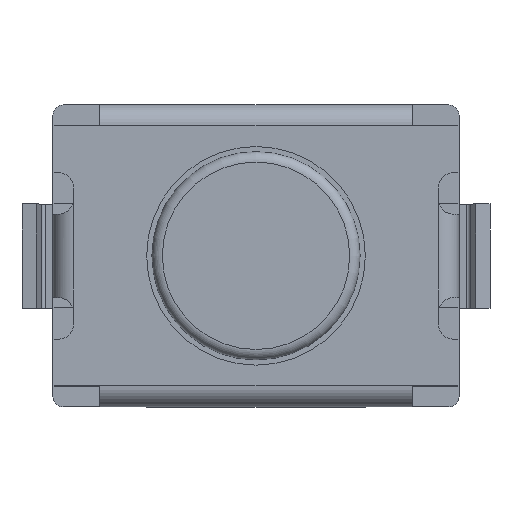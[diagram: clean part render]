
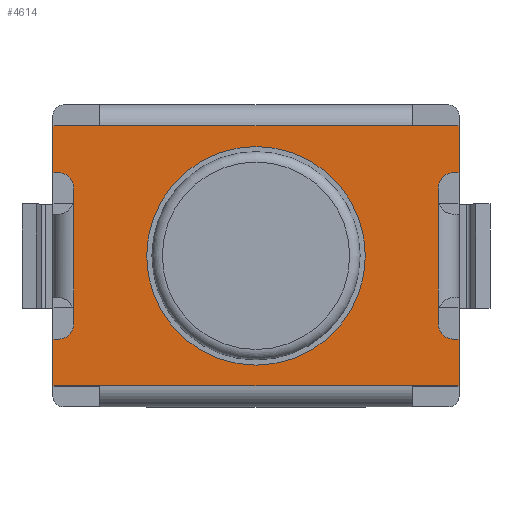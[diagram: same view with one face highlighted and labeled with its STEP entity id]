
A CAD part, top view. The second image highlights one B-rep face of the part: STEP entity #4614.
In plain terms, the highlighted planar face has unit normal (0, 0, 1).
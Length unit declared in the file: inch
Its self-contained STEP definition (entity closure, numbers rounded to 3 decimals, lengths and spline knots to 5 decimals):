
#122=FACE_BOUND('',#690,.T.);
#229=PLANE('',#4926);
#444=FACE_OUTER_BOUND('',#689,.T.);
#689=EDGE_LOOP('',(#3748,#3749,#3750,#3751,#3752,#3753,#3754,#3755,#3756,
#3757,#3758,#3759,#3760,#3761,#3762,#3763,#3764,#3765,#3766,#3767,#3768,
#3769,#3770,#3771));
#690=EDGE_LOOP('',(#3772));
#1093=LINE('',#7966,#1564);
#1100=LINE('',#7999,#1571);
#1101=LINE('',#8003,#1572);
#1102=LINE('',#8005,#1573);
#1103=LINE('',#8006,#1574);
#1104=LINE('',#8007,#1575);
#1105=LINE('',#8009,#1576);
#1106=LINE('',#8011,#1577);
#1107=LINE('',#8013,#1578);
#1108=LINE('',#8017,#1579);
#1109=LINE('',#8019,#1580);
#1110=LINE('',#8021,#1581);
#1111=LINE('',#8025,#1582);
#1112=LINE('',#8027,#1583);
#1113=LINE('',#8028,#1584);
#1114=LINE('',#8030,#1585);
#1115=LINE('',#8032,#1586);
#1116=LINE('',#8034,#1587);
#1117=LINE('',#8036,#1588);
#1118=LINE('',#8039,#1589);
#1564=VECTOR('',#5783,0.3937);
#1571=VECTOR('',#5800,0.3937);
#1572=VECTOR('',#5803,0.3937);
#1573=VECTOR('',#5804,0.3937);
#1574=VECTOR('',#5805,0.3937);
#1575=VECTOR('',#5806,0.3937);
#1576=VECTOR('',#5807,0.3937);
#1577=VECTOR('',#5808,0.3937);
#1578=VECTOR('',#5809,0.3937);
#1579=VECTOR('',#5812,0.3937);
#1580=VECTOR('',#5813,0.3937);
#1581=VECTOR('',#5814,0.3937);
#1582=VECTOR('',#5817,0.3937);
#1583=VECTOR('',#5818,0.3937);
#1584=VECTOR('',#5819,0.3937);
#1585=VECTOR('',#5820,0.3937);
#1586=VECTOR('',#5821,0.3937);
#1587=VECTOR('',#5822,0.3937);
#1588=VECTOR('',#5823,0.3937);
#1589=VECTOR('',#5826,0.3937);
#1769=CIRCLE('',#4927,0.00591);
#1770=CIRCLE('',#4928,0.00591);
#1771=CIRCLE('',#4929,0.00591);
#1772=CIRCLE('',#4930,0.00591);
#1773=CIRCLE('',#4931,0.04134);
#2015=VERTEX_POINT('',#7488);
#2089=VERTEX_POINT('',#7825);
#2101=VERTEX_POINT('',#7939);
#2106=VERTEX_POINT('',#7950);
#2107=VERTEX_POINT('',#7965);
#2114=VERTEX_POINT('',#7998);
#2115=VERTEX_POINT('',#8000);
#2116=VERTEX_POINT('',#8002);
#2117=VERTEX_POINT('',#8004);
#2118=VERTEX_POINT('',#8008);
#2119=VERTEX_POINT('',#8010);
#2120=VERTEX_POINT('',#8012);
#2121=VERTEX_POINT('',#8014);
#2122=VERTEX_POINT('',#8016);
#2123=VERTEX_POINT('',#8018);
#2124=VERTEX_POINT('',#8020);
#2125=VERTEX_POINT('',#8022);
#2126=VERTEX_POINT('',#8024);
#2127=VERTEX_POINT('',#8026);
#2128=VERTEX_POINT('',#8029);
#2129=VERTEX_POINT('',#8031);
#2130=VERTEX_POINT('',#8033);
#2131=VERTEX_POINT('',#8035);
#2132=VERTEX_POINT('',#8037);
#2133=VERTEX_POINT('',#8040);
#2675=EDGE_CURVE('',#2106,#2107,#1093,.T.);
#2685=EDGE_CURVE('',#2106,#2114,#1100,.T.);
#2686=EDGE_CURVE('',#2115,#2114,#1769,.T.);
#2687=EDGE_CURVE('',#2115,#2116,#1101,.T.);
#2688=EDGE_CURVE('',#2117,#2116,#1102,.T.);
#2689=EDGE_CURVE('',#2117,#2015,#1103,.T.);
#2690=EDGE_CURVE('',#2101,#2015,#1104,.T.);
#2691=EDGE_CURVE('',#2101,#2118,#1105,.T.);
#2692=EDGE_CURVE('',#2119,#2118,#1106,.T.);
#2693=EDGE_CURVE('',#2119,#2120,#1107,.T.);
#2694=EDGE_CURVE('',#2121,#2120,#1770,.T.);
#2695=EDGE_CURVE('',#2121,#2122,#1108,.T.);
#2696=EDGE_CURVE('',#2123,#2122,#1109,.T.);
#2697=EDGE_CURVE('',#2123,#2124,#1110,.T.);
#2698=EDGE_CURVE('',#2125,#2124,#1771,.T.);
#2699=EDGE_CURVE('',#2125,#2126,#1111,.T.);
#2700=EDGE_CURVE('',#2127,#2126,#1112,.T.);
#2701=EDGE_CURVE('',#2127,#2089,#1113,.T.);
#2702=EDGE_CURVE('',#2128,#2089,#1114,.T.);
#2703=EDGE_CURVE('',#2128,#2129,#1115,.T.);
#2704=EDGE_CURVE('',#2130,#2129,#1116,.T.);
#2705=EDGE_CURVE('',#2130,#2131,#1117,.T.);
#2706=EDGE_CURVE('',#2132,#2131,#1772,.T.);
#2707=EDGE_CURVE('',#2132,#2107,#1118,.T.);
#2708=EDGE_CURVE('',#2133,#2133,#1773,.T.);
#3748=ORIENTED_EDGE('',*,*,#2675,.F.);
#3749=ORIENTED_EDGE('',*,*,#2685,.T.);
#3750=ORIENTED_EDGE('',*,*,#2686,.F.);
#3751=ORIENTED_EDGE('',*,*,#2687,.T.);
#3752=ORIENTED_EDGE('',*,*,#2688,.F.);
#3753=ORIENTED_EDGE('',*,*,#2689,.T.);
#3754=ORIENTED_EDGE('',*,*,#2690,.F.);
#3755=ORIENTED_EDGE('',*,*,#2691,.T.);
#3756=ORIENTED_EDGE('',*,*,#2692,.F.);
#3757=ORIENTED_EDGE('',*,*,#2693,.T.);
#3758=ORIENTED_EDGE('',*,*,#2694,.F.);
#3759=ORIENTED_EDGE('',*,*,#2695,.T.);
#3760=ORIENTED_EDGE('',*,*,#2696,.F.);
#3761=ORIENTED_EDGE('',*,*,#2697,.T.);
#3762=ORIENTED_EDGE('',*,*,#2698,.F.);
#3763=ORIENTED_EDGE('',*,*,#2699,.T.);
#3764=ORIENTED_EDGE('',*,*,#2700,.F.);
#3765=ORIENTED_EDGE('',*,*,#2701,.T.);
#3766=ORIENTED_EDGE('',*,*,#2702,.F.);
#3767=ORIENTED_EDGE('',*,*,#2703,.T.);
#3768=ORIENTED_EDGE('',*,*,#2704,.F.);
#3769=ORIENTED_EDGE('',*,*,#2705,.T.);
#3770=ORIENTED_EDGE('',*,*,#2706,.F.);
#3771=ORIENTED_EDGE('',*,*,#2707,.T.);
#3772=ORIENTED_EDGE('',*,*,#2708,.T.);
#4614=ADVANCED_FACE('',(#444,#122),#229,.T.);
#4926=AXIS2_PLACEMENT_3D('',#7997,#5798,#5799);
#4927=AXIS2_PLACEMENT_3D('',#8001,#5801,#5802);
#4928=AXIS2_PLACEMENT_3D('',#8015,#5810,#5811);
#4929=AXIS2_PLACEMENT_3D('',#8023,#5815,#5816);
#4930=AXIS2_PLACEMENT_3D('',#8038,#5824,#5825);
#4931=AXIS2_PLACEMENT_3D('',#8041,#5827,#5828);
#5783=DIRECTION('',(0.,1.,0.));
#5798=DIRECTION('center_axis',(0.,0.,
1.));
#5799=DIRECTION('ref_axis',(1.,0.,0.));
#5800=DIRECTION('',(0.,-1.,0.));
#5801=DIRECTION('center_axis',(0.,0.,
1.));
#5802=DIRECTION('ref_axis',(0.707,-0.707,0.));
#5803=DIRECTION('',(-1.,0.,0.));
#5804=DIRECTION('',(0.,1.,0.));
#5805=DIRECTION('',(1.,0.,0.));
#5806=DIRECTION('',(-1.,0.,0.));
#5807=DIRECTION('',(1.,0.,0.));
#5808=DIRECTION('',(0.,-1.,0.));
#5809=DIRECTION('',(-1.,0.,0.));
#5810=DIRECTION('center_axis',(0.,0.,
1.));
#5811=DIRECTION('ref_axis',(-0.707,-0.707,0.));
#5812=DIRECTION('',(0.,1.,0.));
#5813=DIRECTION('',(0.,-1.,0.));
#5814=DIRECTION('',(0.,1.,0.));
#5815=DIRECTION('center_axis',(0.,0.,
1.));
#5816=DIRECTION('ref_axis',(-0.707,0.707,0.));
#5817=DIRECTION('',(1.,0.,0.));
#5818=DIRECTION('',(0.,-1.,0.));
#5819=DIRECTION('',(-1.,0.,0.));
#5820=DIRECTION('',(1.,0.,0.));
#5821=DIRECTION('',(-1.,0.,0.));
#5822=DIRECTION('',(0.,1.,0.));
#5823=DIRECTION('',(1.,0.,0.));
#5824=DIRECTION('center_axis',(0.,0.,
1.));
#5825=DIRECTION('ref_axis',(0.707,0.707,0.));
#5826=DIRECTION('',(0.,-1.,0.));
#5827=DIRECTION('center_axis',(0.,0.,
-1.));
#5828=DIRECTION('ref_axis',(-1.,0.,0.));
#7488=CARTESIAN_POINT('',(-0.05906,-0.04921,0.05906));
#7825=CARTESIAN_POINT('',(0.05906,0.04921,0.05906));
#7939=CARTESIAN_POINT('',(0.05906,-0.04921,0.05906));
#7950=CARTESIAN_POINT('',(-0.0689,-0.02165,0.05906));
#7965=CARTESIAN_POINT('',(-0.0689,0.02165,0.05906));
#7966=CARTESIAN_POINT('',(-0.0689,-0.02854,0.05906));
#7997=CARTESIAN_POINT('Origin',(0.,0.,
0.05906));
#7998=CARTESIAN_POINT('',(-0.0689,-0.02559,0.05906));
#7999=CARTESIAN_POINT('',(-0.0689,-0.01575,0.05906));
#8000=CARTESIAN_POINT('',(-0.0748,-0.0315,0.05906));
#8001=CARTESIAN_POINT('Origin',(-0.0748,-0.02559,
0.05906));
#8002=CARTESIAN_POINT('',(-0.07677,-0.0315,0.05906));
#8003=CARTESIAN_POINT('',(-0.03839,-0.0315,0.05906));
#8004=CARTESIAN_POINT('',(-0.07677,-0.04921,0.05906));
#8005=CARTESIAN_POINT('',(-0.07677,-0.05709,0.05906));
#8006=CARTESIAN_POINT('',(-0.03839,-0.04921,0.05906));
#8007=CARTESIAN_POINT('',(0.03839,-0.04921,0.05906));
#8008=CARTESIAN_POINT('',(0.07677,-0.04921,0.05906));
#8009=CARTESIAN_POINT('',(0.02953,-0.04921,0.05906));
#8010=CARTESIAN_POINT('',(0.07677,-0.0315,0.05906));
#8011=CARTESIAN_POINT('',(0.07677,0.05709,0.05906));
#8012=CARTESIAN_POINT('',(0.0748,-0.0315,0.05906));
#8013=CARTESIAN_POINT('',(0.03445,-0.0315,0.05906));
#8014=CARTESIAN_POINT('',(0.0689,-0.02559,0.05906));
#8015=CARTESIAN_POINT('Origin',(0.0748,-0.02559,
0.05906));
#8016=CARTESIAN_POINT('',(0.0689,-0.02165,0.05906));
#8017=CARTESIAN_POINT('',(0.0689,-0.00787,0.05906));
#8018=CARTESIAN_POINT('',(0.0689,0.02165,0.05906));
#8019=CARTESIAN_POINT('',(0.0689,0.02854,0.05906));
#8020=CARTESIAN_POINT('',(0.0689,0.02559,0.05906));
#8021=CARTESIAN_POINT('',(0.0689,0.01575,0.05906));
#8022=CARTESIAN_POINT('',(0.0748,0.0315,0.05906));
#8023=CARTESIAN_POINT('Origin',(0.0748,0.02559,0.05906));
#8024=CARTESIAN_POINT('',(0.07677,0.0315,0.05906));
#8025=CARTESIAN_POINT('',(0.03839,0.0315,0.05906));
#8026=CARTESIAN_POINT('',(0.07677,0.04921,0.05906));
#8027=CARTESIAN_POINT('',(0.07677,0.05709,0.05906));
#8028=CARTESIAN_POINT('',(0.03839,0.04921,0.05906));
#8029=CARTESIAN_POINT('',(-0.05906,0.04921,0.05906));
#8030=CARTESIAN_POINT('',(-0.03839,0.04921,0.05906));
#8031=CARTESIAN_POINT('',(-0.07677,0.04921,0.05906));
#8032=CARTESIAN_POINT('',(-0.02953,0.04921,0.05906));
#8033=CARTESIAN_POINT('',(-0.07677,0.0315,0.05906));
#8034=CARTESIAN_POINT('',(-0.07677,-0.05709,0.05906));
#8035=CARTESIAN_POINT('',(-0.0748,0.0315,0.05906));
#8036=CARTESIAN_POINT('',(-0.03445,0.0315,0.05906));
#8037=CARTESIAN_POINT('',(-0.0689,0.02559,0.05906));
#8038=CARTESIAN_POINT('Origin',(-0.0748,0.02559,
0.05906));
#8039=CARTESIAN_POINT('',(-0.0689,0.00787,0.05906));
#8040=CARTESIAN_POINT('',(0.04134,0.,0.05906));
#8041=CARTESIAN_POINT('Origin',(0.,0.,
0.05906));
